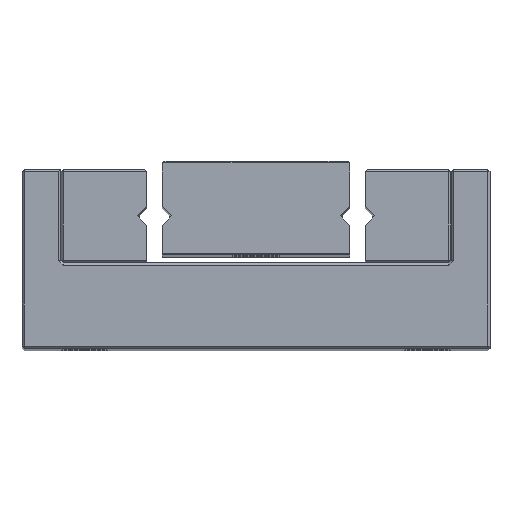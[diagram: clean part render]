
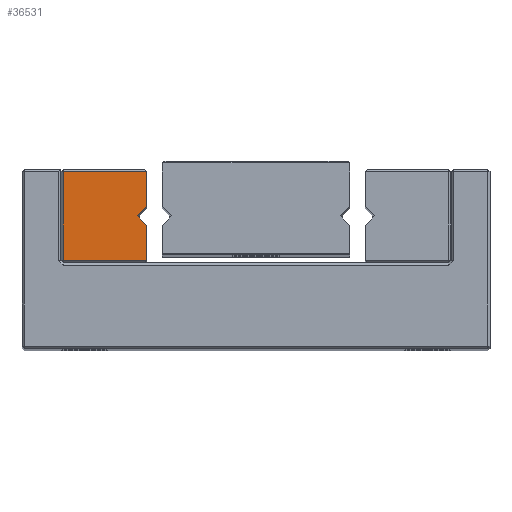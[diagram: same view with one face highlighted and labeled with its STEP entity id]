
A CAD part, top view. The second image highlights one B-rep face of the part: STEP entity #36531.
In plain terms, the highlighted planar face has unit normal (0, 0, 1).
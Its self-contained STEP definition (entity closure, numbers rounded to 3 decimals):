
#36131 = PLANE('',#36132);
#36132 = AXIS2_PLACEMENT_3D('',#36133,#36134,#36135);
#36133 = CARTESIAN_POINT('',(-7.,11.5,0.));
#36134 = DIRECTION('',(1.,0.,0.));
#36135 = DIRECTION('',(0.,-1.,0.));
#36156 = VERTEX_POINT('',#36157);
#36157 = CARTESIAN_POINT('',(-7.,11.35,80.));
#36183 = EDGE_CURVE('',#36156,#36184,#36186,.T.);
#36184 = VERTEX_POINT('',#36185);
#36185 = CARTESIAN_POINT('',(-7.,9.1,80.));
#36186 = SURFACE_CURVE('',#36187,(#36191,#36198),.PCURVE_S1.);
#36187 = LINE('',#36188,#36189);
#36188 = CARTESIAN_POINT('',(-7.,11.5,80.));
#36189 = VECTOR('',#36190,1.);
#36190 = DIRECTION('',(0.,-1.,0.));
#36191 = PCURVE('',#36131,#36192);
#36192 = DEFINITIONAL_REPRESENTATION('',(#36193),#36197);
#36193 = LINE('',#36194,#36195);
#36194 = CARTESIAN_POINT('',(0.,-80.));
#36195 = VECTOR('',#36196,1.);
#36196 = DIRECTION('',(1.,0.));
#36197 = ( GEOMETRIC_REPRESENTATION_CONTEXT(2) 
PARAMETRIC_REPRESENTATION_CONTEXT() REPRESENTATION_CONTEXT('2D SPACE',''
  ) );
#36198 = PCURVE('',#36199,#36204);
#36199 = PLANE('',#36200);
#36200 = AXIS2_PLACEMENT_3D('',#36201,#36202,#36203);
#36201 = CARTESIAN_POINT('',(-7.,11.5,80.));
#36202 = DIRECTION('',(0.,0.,1.));
#36203 = DIRECTION('',(1.,0.,0.));
#36204 = DEFINITIONAL_REPRESENTATION('',(#36205),#36209);
#36205 = LINE('',#36206,#36207);
#36206 = CARTESIAN_POINT('',(0.,0.));
#36207 = VECTOR('',#36208,1.);
#36208 = DIRECTION('',(0.,-1.));
#36209 = ( GEOMETRIC_REPRESENTATION_CONTEXT(2) 
PARAMETRIC_REPRESENTATION_CONTEXT() REPRESENTATION_CONTEXT('2D SPACE',''
  ) );
#36225 = PLANE('',#36226);
#36226 = AXIS2_PLACEMENT_3D('',#36227,#36228,#36229);
#36227 = CARTESIAN_POINT('',(-7.,9.1,0.));
#36228 = DIRECTION('',(0.707,-0.707,0.));
#36229 = DIRECTION('',(-0.707,-0.707,0.));
#36341 = PLANE('',#36342);
#36342 = AXIS2_PLACEMENT_3D('',#36343,#36344,#36345);
#36343 = CARTESIAN_POINT('',(-7.,7.9,0.));
#36344 = DIRECTION('',(1.,0.,0.));
#36345 = DIRECTION('',(0.,-1.,0.));
#36369 = PLANE('',#36370);
#36370 = AXIS2_PLACEMENT_3D('',#36371,#36372,#36373);
#36371 = CARTESIAN_POINT('',(-7.6,8.5,0.));
#36372 = DIRECTION('',(0.707,0.707,0.));
#36373 = DIRECTION('',(0.707,-0.707,0.));
#36445 = PLANE('',#36446);
#36446 = AXIS2_PLACEMENT_3D('',#36447,#36448,#36449);
#36447 = CARTESIAN_POINT('',(-12.5,11.425,79.925));
#36448 = DIRECTION('',(0.,0.707,0.707
    ));
#36449 = DIRECTION('',(-1.,0.,0.));
#36487 = EDGE_CURVE('',#36184,#36488,#36490,.T.);
#36488 = VERTEX_POINT('',#36489);
#36489 = CARTESIAN_POINT('',(-7.6,8.5,80.));
#36490 = SURFACE_CURVE('',#36491,(#36495,#36502),.PCURVE_S1.);
#36491 = LINE('',#36492,#36493);
#36492 = CARTESIAN_POINT('',(-7.,9.1,80.));
#36493 = VECTOR('',#36494,1.);
#36494 = DIRECTION('',(-0.707,-0.707,0.));
#36495 = PCURVE('',#36225,#36496);
#36496 = DEFINITIONAL_REPRESENTATION('',(#36497),#36501);
#36497 = LINE('',#36498,#36499);
#36498 = CARTESIAN_POINT('',(0.,-80.));
#36499 = VECTOR('',#36500,1.);
#36500 = DIRECTION('',(1.,0.));
#36501 = ( GEOMETRIC_REPRESENTATION_CONTEXT(2) 
PARAMETRIC_REPRESENTATION_CONTEXT() REPRESENTATION_CONTEXT('2D SPACE',''
  ) );
#36502 = PCURVE('',#36199,#36503);
#36503 = DEFINITIONAL_REPRESENTATION('',(#36504),#36508);
#36504 = LINE('',#36505,#36506);
#36505 = CARTESIAN_POINT('',(0.,-2.4));
#36506 = VECTOR('',#36507,1.);
#36507 = DIRECTION('',(-0.707,-0.707));
#36508 = ( GEOMETRIC_REPRESENTATION_CONTEXT(2) 
PARAMETRIC_REPRESENTATION_CONTEXT() REPRESENTATION_CONTEXT('2D SPACE',''
  ) );
#36531 = ADVANCED_FACE('',(#36532),#36199,.T.);
#36532 = FACE_BOUND('',#36533,.T.);
#36533 = EDGE_LOOP('',(#36534,#36535,#36558,#36586,#36614,#36637,#36658)
  );
#36534 = ORIENTED_EDGE('',*,*,#36183,.F.);
#36535 = ORIENTED_EDGE('',*,*,#36536,.F.);
#36536 = EDGE_CURVE('',#36537,#36156,#36539,.T.);
#36537 = VERTEX_POINT('',#36538);
#36538 = CARTESIAN_POINT('',(-12.35,11.35,80.));
#36539 = SURFACE_CURVE('',#36540,(#36544,#36551),.PCURVE_S1.);
#36540 = LINE('',#36541,#36542);
#36541 = CARTESIAN_POINT('',(-12.5,11.35,80.));
#36542 = VECTOR('',#36543,1.);
#36543 = DIRECTION('',(1.,0.,0.));
#36544 = PCURVE('',#36199,#36545);
#36545 = DEFINITIONAL_REPRESENTATION('',(#36546),#36550);
#36546 = LINE('',#36547,#36548);
#36547 = CARTESIAN_POINT('',(-5.5,-0.15));
#36548 = VECTOR('',#36549,1.);
#36549 = DIRECTION('',(1.,0.));
#36550 = ( GEOMETRIC_REPRESENTATION_CONTEXT(2) 
PARAMETRIC_REPRESENTATION_CONTEXT() REPRESENTATION_CONTEXT('2D SPACE',''
  ) );
#36551 = PCURVE('',#36445,#36552);
#36552 = DEFINITIONAL_REPRESENTATION('',(#36553),#36557);
#36553 = LINE('',#36554,#36555);
#36554 = CARTESIAN_POINT('',(0.,0.106));
#36555 = VECTOR('',#36556,1.);
#36556 = DIRECTION('',(-1.,0.));
#36557 = ( GEOMETRIC_REPRESENTATION_CONTEXT(2) 
PARAMETRIC_REPRESENTATION_CONTEXT() REPRESENTATION_CONTEXT('2D SPACE',''
  ) );
#36558 = ORIENTED_EDGE('',*,*,#36559,.F.);
#36559 = EDGE_CURVE('',#36560,#36537,#36562,.T.);
#36560 = VERTEX_POINT('',#36561);
#36561 = CARTESIAN_POINT('',(-12.35,5.65,80.));
#36562 = SURFACE_CURVE('',#36563,(#36567,#36574),.PCURVE_S1.);
#36563 = LINE('',#36564,#36565);
#36564 = CARTESIAN_POINT('',(-12.35,5.5,80.));
#36565 = VECTOR('',#36566,1.);
#36566 = DIRECTION('',(0.,1.,0.));
#36567 = PCURVE('',#36199,#36568);
#36568 = DEFINITIONAL_REPRESENTATION('',(#36569),#36573);
#36569 = LINE('',#36570,#36571);
#36570 = CARTESIAN_POINT('',(-5.35,-6.));
#36571 = VECTOR('',#36572,1.);
#36572 = DIRECTION('',(0.,1.));
#36573 = ( GEOMETRIC_REPRESENTATION_CONTEXT(2) 
PARAMETRIC_REPRESENTATION_CONTEXT() REPRESENTATION_CONTEXT('2D SPACE',''
  ) );
#36574 = PCURVE('',#36575,#36580);
#36575 = PLANE('',#36576);
#36576 = AXIS2_PLACEMENT_3D('',#36577,#36578,#36579);
#36577 = CARTESIAN_POINT('',(-12.425,5.5,79.925));
#36578 = DIRECTION('',(-0.707,0.,
    0.707));
#36579 = DIRECTION('',(0.,-1.,0.));
#36580 = DEFINITIONAL_REPRESENTATION('',(#36581),#36585);
#36581 = LINE('',#36582,#36583);
#36582 = CARTESIAN_POINT('',(0.,0.106));
#36583 = VECTOR('',#36584,1.);
#36584 = DIRECTION('',(-1.,0.));
#36585 = ( GEOMETRIC_REPRESENTATION_CONTEXT(2) 
PARAMETRIC_REPRESENTATION_CONTEXT() REPRESENTATION_CONTEXT('2D SPACE',''
  ) );
#36586 = ORIENTED_EDGE('',*,*,#36587,.F.);
#36587 = EDGE_CURVE('',#36588,#36560,#36590,.T.);
#36588 = VERTEX_POINT('',#36589);
#36589 = CARTESIAN_POINT('',(-7.,5.65,80.));
#36590 = SURFACE_CURVE('',#36591,(#36595,#36602),.PCURVE_S1.);
#36591 = LINE('',#36592,#36593);
#36592 = CARTESIAN_POINT('',(-7.,5.65,80.));
#36593 = VECTOR('',#36594,1.);
#36594 = DIRECTION('',(-1.,0.,0.));
#36595 = PCURVE('',#36199,#36596);
#36596 = DEFINITIONAL_REPRESENTATION('',(#36597),#36601);
#36597 = LINE('',#36598,#36599);
#36598 = CARTESIAN_POINT('',(0.,-5.85));
#36599 = VECTOR('',#36600,1.);
#36600 = DIRECTION('',(-1.,0.));
#36601 = ( GEOMETRIC_REPRESENTATION_CONTEXT(2) 
PARAMETRIC_REPRESENTATION_CONTEXT() REPRESENTATION_CONTEXT('2D SPACE',''
  ) );
#36602 = PCURVE('',#36603,#36608);
#36603 = PLANE('',#36604);
#36604 = AXIS2_PLACEMENT_3D('',#36605,#36606,#36607);
#36605 = CARTESIAN_POINT('',(-7.,5.575,79.925));
#36606 = DIRECTION('',(0.,-0.707,
    0.707));
#36607 = DIRECTION('',(1.,0.,0.));
#36608 = DEFINITIONAL_REPRESENTATION('',(#36609),#36613);
#36609 = LINE('',#36610,#36611);
#36610 = CARTESIAN_POINT('',(0.,0.106));
#36611 = VECTOR('',#36612,1.);
#36612 = DIRECTION('',(-1.,0.));
#36613 = ( GEOMETRIC_REPRESENTATION_CONTEXT(2) 
PARAMETRIC_REPRESENTATION_CONTEXT() REPRESENTATION_CONTEXT('2D SPACE',''
  ) );
#36614 = ORIENTED_EDGE('',*,*,#36615,.F.);
#36615 = EDGE_CURVE('',#36616,#36588,#36618,.T.);
#36616 = VERTEX_POINT('',#36617);
#36617 = CARTESIAN_POINT('',(-7.,7.9,80.));
#36618 = SURFACE_CURVE('',#36619,(#36623,#36630),.PCURVE_S1.);
#36619 = LINE('',#36620,#36621);
#36620 = CARTESIAN_POINT('',(-7.,7.9,80.));
#36621 = VECTOR('',#36622,1.);
#36622 = DIRECTION('',(0.,-1.,0.));
#36623 = PCURVE('',#36199,#36624);
#36624 = DEFINITIONAL_REPRESENTATION('',(#36625),#36629);
#36625 = LINE('',#36626,#36627);
#36626 = CARTESIAN_POINT('',(0.,-3.6));
#36627 = VECTOR('',#36628,1.);
#36628 = DIRECTION('',(0.,-1.));
#36629 = ( GEOMETRIC_REPRESENTATION_CONTEXT(2) 
PARAMETRIC_REPRESENTATION_CONTEXT() REPRESENTATION_CONTEXT('2D SPACE',''
  ) );
#36630 = PCURVE('',#36341,#36631);
#36631 = DEFINITIONAL_REPRESENTATION('',(#36632),#36636);
#36632 = LINE('',#36633,#36634);
#36633 = CARTESIAN_POINT('',(0.,-80.));
#36634 = VECTOR('',#36635,1.);
#36635 = DIRECTION('',(1.,0.));
#36636 = ( GEOMETRIC_REPRESENTATION_CONTEXT(2) 
PARAMETRIC_REPRESENTATION_CONTEXT() REPRESENTATION_CONTEXT('2D SPACE',''
  ) );
#36637 = ORIENTED_EDGE('',*,*,#36638,.F.);
#36638 = EDGE_CURVE('',#36488,#36616,#36639,.T.);
#36639 = SURFACE_CURVE('',#36640,(#36644,#36651),.PCURVE_S1.);
#36640 = LINE('',#36641,#36642);
#36641 = CARTESIAN_POINT('',(-7.6,8.5,80.));
#36642 = VECTOR('',#36643,1.);
#36643 = DIRECTION('',(0.707,-0.707,0.));
#36644 = PCURVE('',#36199,#36645);
#36645 = DEFINITIONAL_REPRESENTATION('',(#36646),#36650);
#36646 = LINE('',#36647,#36648);
#36647 = CARTESIAN_POINT('',(-0.6,-3.));
#36648 = VECTOR('',#36649,1.);
#36649 = DIRECTION('',(0.707,-0.707));
#36650 = ( GEOMETRIC_REPRESENTATION_CONTEXT(2) 
PARAMETRIC_REPRESENTATION_CONTEXT() REPRESENTATION_CONTEXT('2D SPACE',''
  ) );
#36651 = PCURVE('',#36369,#36652);
#36652 = DEFINITIONAL_REPRESENTATION('',(#36653),#36657);
#36653 = LINE('',#36654,#36655);
#36654 = CARTESIAN_POINT('',(0.,-80.));
#36655 = VECTOR('',#36656,1.);
#36656 = DIRECTION('',(1.,0.));
#36657 = ( GEOMETRIC_REPRESENTATION_CONTEXT(2) 
PARAMETRIC_REPRESENTATION_CONTEXT() REPRESENTATION_CONTEXT('2D SPACE',''
  ) );
#36658 = ORIENTED_EDGE('',*,*,#36487,.F.);
